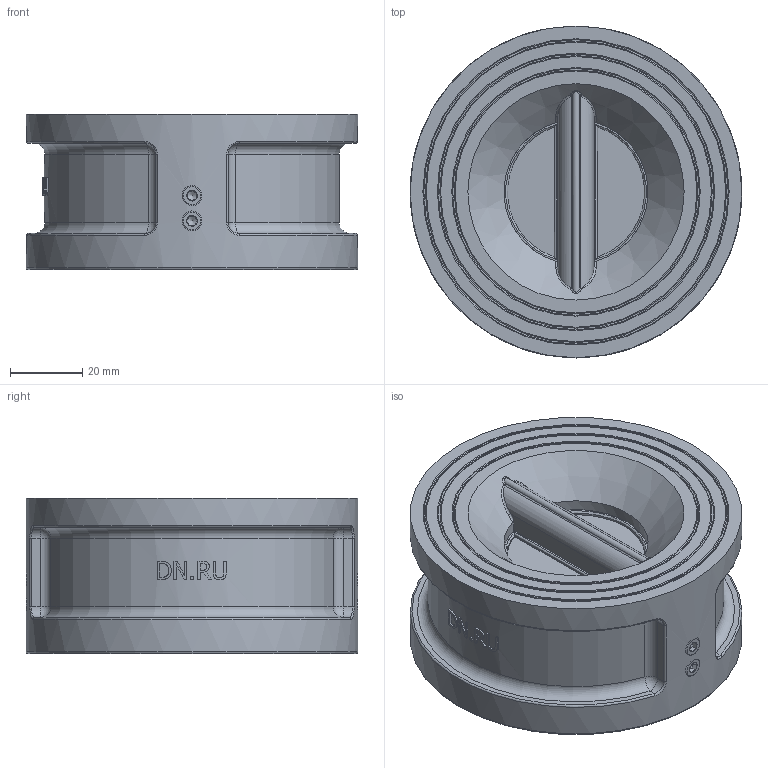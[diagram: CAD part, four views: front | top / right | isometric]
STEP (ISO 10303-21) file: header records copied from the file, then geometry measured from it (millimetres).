
FILE_DESCRIPTION(/* description */ (''),/* implementation_level */ '2;1');
FILE_NAME(/* name */ 'DN40_3D_STEP.stp',/* time_stamp */ '2025-10-09T13:58:28+03:00',/* author */ ('igorr'),/* organization */ (''),/* preprocessor_version */ 'ST-DEVELOPER v20',/* originating_system */ 'Autodesk Inventor 2025',/* authorisation */ '');
FILE_SCHEMA (('AUTOMOTIVE_DESIGN { 1 0 10303 214 3 1 1 }'));
Length unit declared in the file: millimetre
Products named in the file (4): Сборка1; Деталь; Пружина; AS 1420 - 1973 - M3 x 6
Assembly tree (7 placements, depth 2):
  Сборка1
    Деталь
    Пружина  x2
    AS 1420 - 1973 - M3 x 6  x4
Bounding box: 92 x 92 x 43 mm (x, y, z)
Volume: 192786.8 mm3; surface area: 38043.2 mm2
Topology: 9 solids, 9 shells, 308 faces, 751 edges, 480 vertices
Faces by surface type: plane 131, cylinder 67, bspline 51, torus 38, sphere 12, cone 9
Full cylindrical faces by diameter (mm): 1 x4, 1.927 x2, 3 x6, 5 x5, 5.5 x4, 6 x1, 9 x1, 50 x1, 92 x1
Entity records: 11295 total; most frequent: CARTESIAN_POINT 5045, ORIENTED_EDGE 1246, DIRECTION 1144, EDGE_CURVE 623, AXIS2_PLACEMENT_3D 447, VERTEX_POINT 393, EDGE_LOOP 288, FACE_OUTER_BOUND 253
